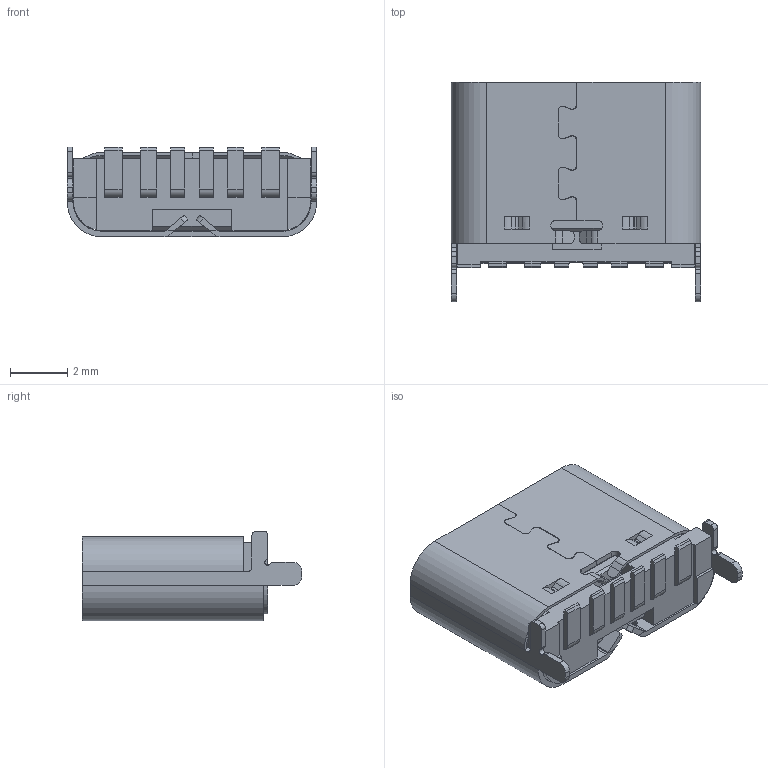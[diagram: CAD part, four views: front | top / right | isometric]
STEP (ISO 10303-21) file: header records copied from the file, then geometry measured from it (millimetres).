
FILE_DESCRIPTION (( 'STEP AP214' ), '1' );
FILE_NAME ('CUI_DEVICES_UJC-VP-3-SMT-TR.step', '2021-06-16T15:36:30', ( '' ), ( '' ), 'SwSTEP 2.0', 'SolidWorks 2021', '' );
FILE_SCHEMA (( 'AUTOMOTIVE_DESIGN' ));
Length unit declared in the file: millimetre
Products named in the file (1): CUI_DEVICES_UJC-VP-3-SMT-TR
Bounding box: 8.74 x 7.7 x 3.15 mm (x, y, z)
Volume: 77.2 mm3; surface area: 436.2 mm2
Topology: 2 solids, 2 shells, 602 faces, 1686 edges, 1109 vertices
Faces by surface type: plane 456, cylinder 130, cone 16
Entity records: 20603 total; most frequent: CARTESIAN_POINT 3687, ORIENTED_EDGE 3372, DIRECTION 3099, EDGE_CURVE 1686, VECTOR 1399, LINE 1399, VERTEX_POINT 1109, AXIS2_PLACEMENT_3D 850
